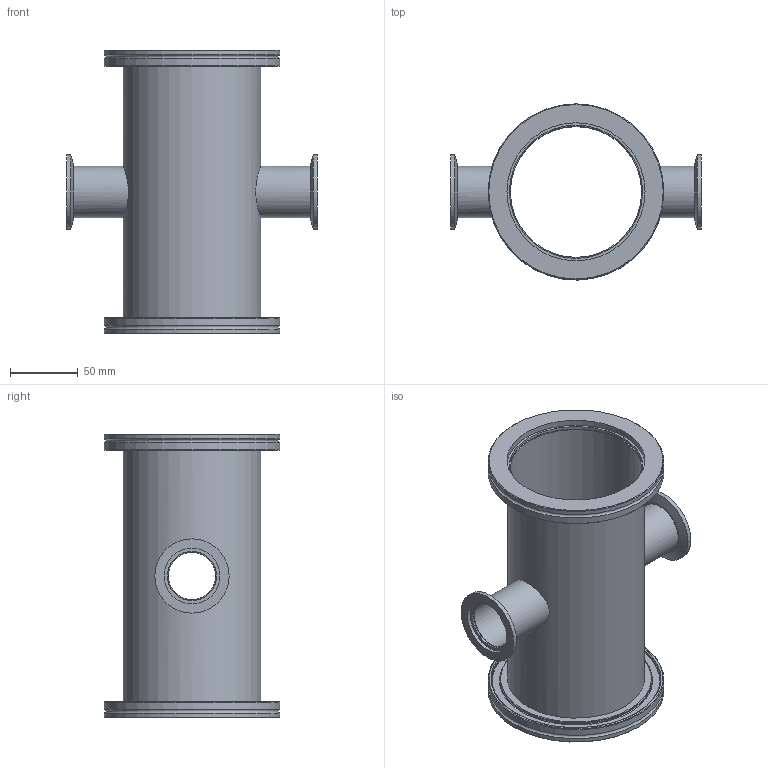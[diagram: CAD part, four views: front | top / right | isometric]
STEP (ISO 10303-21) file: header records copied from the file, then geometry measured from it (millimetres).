
FILE_DESCRIPTION(/* description */ (''),/* implementation_level */ '2;1');
FILE_NAME(/* name */ 'FL-RX4100LF-40KF.stp',/* time_stamp */ '2019-01-29T15:58:36+00:00',/* author */ ('paul'),/* organization */ (''),/* preprocessor_version */ 'ST-DEVELOPER v17.2',/* originating_system */ 'Autodesk Inventor 2019',/* authorisation */ '');
FILE_SCHEMA (('AUTOMOTIVE_DESIGN { 1 0 10303 214 3 1 1 }'));
Length unit declared in the file: millimetre
Products named in the file (5): FL-RT100LF-40KF; Main tube; FL-100LF-W; side tube; FL-40KF-38W
Assembly tree (7 placements, depth 2):
  FL-RT100LF-40KF
    Main tube
    side tube  x2
    FL-100LF-W  x2
    FL-40KF-38W  x2
Bounding box: 185.4 x 130 x 209.8 mm (x, y, z)
Volume: 273050.4 mm3; surface area: 191031.6 mm2
Topology: 7 solids, 7 shells, 72 faces, 181 edges, 133 vertices
Faces by surface type: cylinder 32, plane 24, torus 10, cone 6
Full cylindrical faces by diameter (mm): 35 x2, 36.4 x2, 38.1 x4, 38.4 x2, 41.2 x2, 55 x2, 97 x1, 98.55 x2, 101.5 x2, 101.6 x1, 102.1 x2, 112.5 x2, 125 x2, 130 x4
Entity records: 1865 total; most frequent: CARTESIAN_POINT 627, DIRECTION 250, ORIENTED_EDGE 202, AXIS2_PLACEMENT_3D 114, EDGE_CURVE 101, VERTEX_POINT 74, CIRCLE 63, EDGE_LOOP 55
